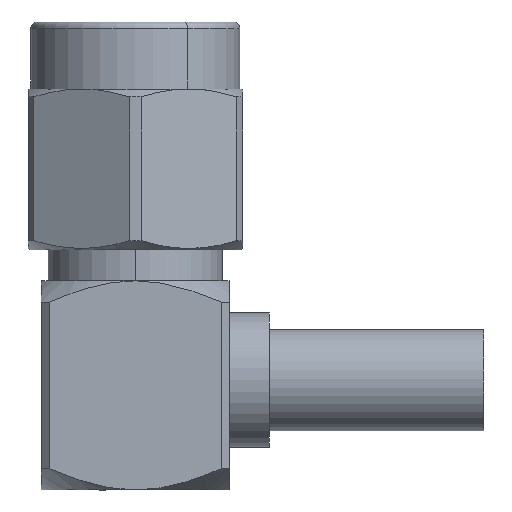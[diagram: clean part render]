
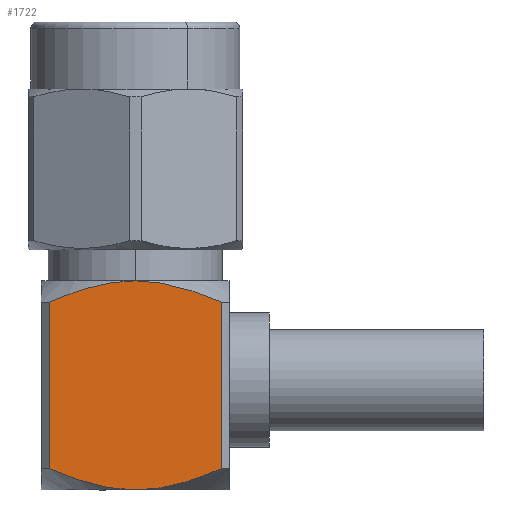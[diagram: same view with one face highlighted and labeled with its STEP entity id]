
A CAD part, left-side view. The second image highlights one B-rep face of the part: STEP entity #1722.
In plain terms, the highlighted planar face has unit normal (-1, 0, 0).
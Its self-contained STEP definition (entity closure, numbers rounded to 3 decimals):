
#107 = EDGE_CURVE ( 'NONE', #1459, #2815, #714, .T. ) ;
#263 = EDGE_LOOP ( 'NONE', ( #4683, #3197, #1402, #933, #4622, #2408 ) ) ;
#273 = CARTESIAN_POINT ( 'NONE',  ( -3.5, -2.692, 0.576 ) ) ;
#308 = LINE ( 'NONE', #2642, #2130 ) ;
#401 = CARTESIAN_POINT ( 'NONE',  ( -3.5, 2.69, 7.218 ) ) ;
#458 = LINE ( 'NONE', #4616, #1841 ) ;
#714 = B_SPLINE_CURVE_WITH_KNOTS ( 'NONE', 3,
 ( #5013, #1770, #401, #1257, #1287, #1827, #3616, #4587 ),
 .UNSPECIFIED., .F., .F.,
 ( 4, 2, 2, 4 ),
 ( 0.008, 0.009, 0.009, 0.011 ),
 .UNSPECIFIED. ) ;
#811 = CARTESIAN_POINT ( 'NONE',  ( -3.5, -0.279, 7.8 ) ) ;
#837 = CARTESIAN_POINT ( 'NONE',  ( -3.5, -2.692, 7.224 ) ) ;
#838 = EDGE_CURVE ( 'NONE', #2815, #3196, #2155, .T. ) ;
#845 = CARTESIAN_POINT ( 'NONE',  ( -3.5, -3.2, 7.005 ) ) ;
#905 = CARTESIAN_POINT ( 'NONE',  ( -3.5, 2.69, 0.582 ) ) ;
#933 = ORIENTED_EDGE ( 'NONE', *, *, #5738, .F. ) ;
#1063 = FACE_OUTER_BOUND ( 'NONE', #263, .T. ) ;
#1257 = CARTESIAN_POINT ( 'NONE',  ( -3.5, 2.167, 7.409 ) ) ;
#1282 = DIRECTION ( 'NONE',  ( 0., 0., 1. ) ) ;
#1287 = CARTESIAN_POINT ( 'NONE',  ( -3.5, 1.902, 7.495 ) ) ;
#1324 = CARTESIAN_POINT ( 'NONE',  ( -3.5, -1.371, 7.639 ) ) ;
#1402 = ORIENTED_EDGE ( 'NONE', *, *, #3130, .F. ) ;
#1459 = VERTEX_POINT ( 'NONE', #2583 ) ;
#1602 = VERTEX_POINT ( 'NONE', #2337 ) ;
#1639 = PLANE ( 'NONE',  #2315 ) ;
#1722 = ADVANCED_FACE ( 'NONE', ( #1063 ), #1639, .T. ) ;
#1770 = CARTESIAN_POINT ( 'NONE',  ( -3.5, 2.946, 7.114 ) ) ;
#1807 = CARTESIAN_POINT ( 'NONE',  ( -3.5, -3.2, 7.005 ) ) ;
#1809 = CARTESIAN_POINT ( 'NONE',  ( -3.5, 0., 0. ) ) ;
#1827 = CARTESIAN_POINT ( 'NONE',  ( -3.5, 1.103, 7.712 ) ) ;
#1841 = VECTOR ( 'NONE', #5535, 1000. ) ;
#2128 = CARTESIAN_POINT ( 'NONE',  ( -3.5, -0.557, 0.022 ) ) ;
#2130 = VECTOR ( 'NONE', #1282, 1000. ) ;
#2155 = B_SPLINE_CURVE_WITH_KNOTS ( 'NONE', 3,
 ( #4967, #811, #2201, #4996, #1324, #2656, #837, #1807 ),
 .UNSPECIFIED., .F., .F.,
 ( 4, 2, 2, 4 ),
 ( 0.011, 0.012, 0.013, 0.014 ),
 .UNSPECIFIED. ) ;
#2183 = CARTESIAN_POINT ( 'NONE',  ( -3.5, 0.559, 0. ) ) ;
#2201 = CARTESIAN_POINT ( 'NONE',  ( -3.5, -0.557, 7.778 ) ) ;
#2271 = CARTESIAN_POINT ( 'NONE',  ( -3.5, 0., 0. ) ) ;
#2315 = AXIS2_PLACEMENT_3D ( 'NONE', #5699, #2524, #3970 ) ;
#2337 = CARTESIAN_POINT ( 'NONE',  ( -3.5, -3.2, 0.795 ) ) ;
#2408 = ORIENTED_EDGE ( 'NONE', *, *, #838, .F. ) ;
#2524 = DIRECTION ( 'NONE',  ( -1., 0., 0. ) ) ;
#2564 = EDGE_CURVE ( 'NONE', #1602, #3196, #308, .T. ) ;
#2583 = CARTESIAN_POINT ( 'NONE',  ( -3.5, 3.2, 7.005 ) ) ;
#2642 = CARTESIAN_POINT ( 'NONE',  ( -3.5, -3.2, 20. ) ) ;
#2656 = CARTESIAN_POINT ( 'NONE',  ( -3.5, -2.17, 7.423 ) ) ;
#2815 = VERTEX_POINT ( 'NONE', #5188 ) ;
#3055 = B_SPLINE_CURVE_WITH_KNOTS ( 'NONE', 3,
 ( #4948, #273, #5311, #5374, #3516, #2128, #4918, #3456 ),
 .UNSPECIFIED., .F., .F.,
 ( 4, 2, 2, 4 ),
 ( 0.004, 0.005, 0.006, 0.007 ),
 .UNSPECIFIED. ) ;
#3068 = B_SPLINE_CURVE_WITH_KNOTS ( 'NONE', 3,
 ( #2271, #2183, #5064, #4486, #3541, #905, #5970, #3117 ),
 .UNSPECIFIED., .F., .F.,
 ( 4, 2, 2, 4 ),
 ( 0.007, 0.009, 0.01, 0.01 ),
 .UNSPECIFIED. ) ;
#3117 = CARTESIAN_POINT ( 'NONE',  ( -3.5, 3.2, 0.795 ) ) ;
#3130 = EDGE_CURVE ( 'NONE', #4567, #3771, #3068, .T. ) ;
#3196 = VERTEX_POINT ( 'NONE', #845 ) ;
#3197 = ORIENTED_EDGE ( 'NONE', *, *, #3830, .T. ) ;
#3304 = CARTESIAN_POINT ( 'NONE',  ( -3.5, 3.2, 0.795 ) ) ;
#3456 = CARTESIAN_POINT ( 'NONE',  ( -3.5, 0., 0. ) ) ;
#3516 = CARTESIAN_POINT ( 'NONE',  ( -3.5, -1.102, 0.102 ) ) ;
#3541 = CARTESIAN_POINT ( 'NONE',  ( -3.5, 2.167, 0.391 ) ) ;
#3616 = CARTESIAN_POINT ( 'NONE',  ( -3.5, 0.559, 7.8 ) ) ;
#3771 = VERTEX_POINT ( 'NONE', #3304 ) ;
#3830 = EDGE_CURVE ( 'NONE', #1459, #3771, #458, .T. ) ;
#3970 = DIRECTION ( 'NONE',  ( 0., -1., 0. ) ) ;
#4486 = CARTESIAN_POINT ( 'NONE',  ( -3.5, 1.902, 0.305 ) ) ;
#4567 = VERTEX_POINT ( 'NONE', #1809 ) ;
#4587 = CARTESIAN_POINT ( 'NONE',  ( -3.5, 0., 7.8 ) ) ;
#4616 = CARTESIAN_POINT ( 'NONE',  ( -3.5, 3.2, 20. ) ) ;
#4622 = ORIENTED_EDGE ( 'NONE', *, *, #2564, .T. ) ;
#4683 = ORIENTED_EDGE ( 'NONE', *, *, #107, .F. ) ;
#4918 = CARTESIAN_POINT ( 'NONE',  ( -3.5, -0.279, 0. ) ) ;
#4948 = CARTESIAN_POINT ( 'NONE',  ( -3.5, -3.2, 0.795 ) ) ;
#4967 = CARTESIAN_POINT ( 'NONE',  ( -3.5, 0., 7.8 ) ) ;
#4996 = CARTESIAN_POINT ( 'NONE',  ( -3.5, -1.102, 7.698 ) ) ;
#5013 = CARTESIAN_POINT ( 'NONE',  ( -3.5, 3.2, 7.005 ) ) ;
#5064 = CARTESIAN_POINT ( 'NONE',  ( -3.5, 1.103, 0.088 ) ) ;
#5188 = CARTESIAN_POINT ( 'NONE',  ( -3.5, 0., 7.8 ) ) ;
#5311 = CARTESIAN_POINT ( 'NONE',  ( -3.5, -2.17, 0.377 ) ) ;
#5374 = CARTESIAN_POINT ( 'NONE',  ( -3.5, -1.371, 0.161 ) ) ;
#5535 = DIRECTION ( 'NONE',  ( 0., 0., -1. ) ) ;
#5699 = CARTESIAN_POINT ( 'NONE',  ( -3.5, -3.5, 20. ) ) ;
#5738 = EDGE_CURVE ( 'NONE', #1602, #4567, #3055, .T. ) ;
#5970 = CARTESIAN_POINT ( 'NONE',  ( -3.5, 2.946, 0.686 ) ) ;
